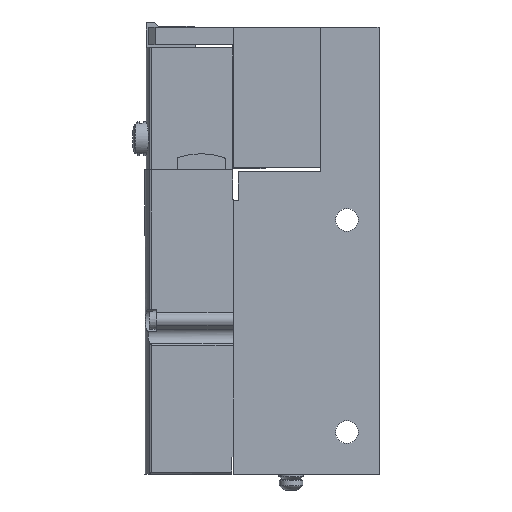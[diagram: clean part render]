
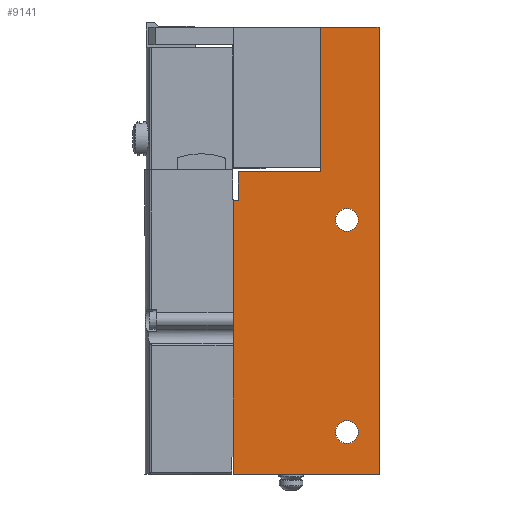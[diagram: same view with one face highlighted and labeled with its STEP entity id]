
A CAD part, left-side view. The second image highlights one B-rep face of the part: STEP entity #9141.
In plain terms, the highlighted planar face has unit normal (-1, 0, 0).
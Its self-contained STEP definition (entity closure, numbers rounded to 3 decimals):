
#365=LINE('',#13667,#1204);
#368=LINE('',#13673,#1207);
#371=LINE('',#13683,#1210);
#376=LINE('',#13695,#1215);
#378=LINE('',#13705,#1217);
#383=LINE('',#13715,#1222);
#387=LINE('',#13723,#1226);
#390=LINE('',#13731,#1229);
#1204=VECTOR('',#10835,1000.);
#1207=VECTOR('',#10840,1000.);
#1210=VECTOR('',#10849,1000.);
#1215=VECTOR('',#10858,1000.);
#1217=VECTOR('',#10868,1000.);
#1222=VECTOR('',#10875,1000.);
#1226=VECTOR('',#10881,1000.);
#1229=VECTOR('',#10888,1000.);
#2089=ORIENTED_EDGE('',*,*,#4641,.T.);
#2090=ORIENTED_EDGE('',*,*,#4642,.T.);
#2091=ORIENTED_EDGE('',*,*,#4606,.F.);
#2092=ORIENTED_EDGE('',*,*,#4638,.F.);
#2093=ORIENTED_EDGE('',*,*,#4634,.F.);
#2094=ORIENTED_EDGE('',*,*,#4630,.F.);
#2095=ORIENTED_EDGE('',*,*,#4625,.F.);
#2096=ORIENTED_EDGE('',*,*,#4620,.F.);
#2097=ORIENTED_EDGE('',*,*,#4614,.F.);
#2098=ORIENTED_EDGE('',*,*,#4609,.F.);
#4606=EDGE_CURVE('',#5886,#5887,#365,.T.);
#4609=EDGE_CURVE('',#5887,#5889,#368,.T.);
#4614=EDGE_CURVE('',#5889,#5893,#371,.T.);
#4620=EDGE_CURVE('',#5893,#5898,#376,.T.);
#4625=EDGE_CURVE('',#5898,#5902,#378,.T.);
#4630=EDGE_CURVE('',#5902,#5906,#383,.T.);
#4634=EDGE_CURVE('',#5906,#5909,#387,.T.);
#4638=EDGE_CURVE('',#5909,#5886,#390,.T.);
#4641=EDGE_CURVE('',#5913,#5913,#6794,.T.);
#4642=EDGE_CURVE('',#5914,#5914,#6795,.T.);
#5886=VERTEX_POINT('',#13666);
#5887=VERTEX_POINT('',#13668);
#5889=VERTEX_POINT('',#13674);
#5893=VERTEX_POINT('',#13684);
#5898=VERTEX_POINT('',#13696);
#5902=VERTEX_POINT('',#13706);
#5906=VERTEX_POINT('',#13716);
#5909=VERTEX_POINT('',#13724);
#5913=VERTEX_POINT('',#13737);
#5914=VERTEX_POINT('',#13739);
#6794=CIRCLE('',#9847,2.75);
#6795=CIRCLE('',#9848,2.75);
#7188=EDGE_LOOP('',(#2089));
#7189=EDGE_LOOP('',(#2090));
#7190=EDGE_LOOP('',(#2091,#2092,#2093,#2094,#2095,#2096,#2097,#2098));
#7980=FACE_BOUND('',#7188,.T.);
#7981=FACE_BOUND('',#7189,.T.);
#7982=FACE_BOUND('',#7190,.T.);
#8773=PLANE('',#9846);
#9141=ADVANCED_FACE('',(#7980,#7981,#7982),#8773,.F.);
#9846=AXIS2_PLACEMENT_3D('',#13735,#10891,#10892);
#9847=AXIS2_PLACEMENT_3D('',#13736,#10893,#10894);
#9848=AXIS2_PLACEMENT_3D('',#13738,#10895,#10896);
#10835=DIRECTION('',(0.,0.,1.));
#10840=DIRECTION('',(0.,-1.,0.));
#10849=DIRECTION('',(0.,0.,-1.));
#10858=DIRECTION('',(0.,1.,0.));
#10868=DIRECTION('',(0.,0.,1.));
#10875=DIRECTION('',(0.,-1.,0.));
#10881=DIRECTION('',(0.,0.,1.));
#10888=DIRECTION('',(0.,-1.,0.));
#10891=DIRECTION('',(1.,0.,0.));
#10892=DIRECTION('',(0.,0.,-1.));
#10893=DIRECTION('',(1.,0.,0.));
#10894=DIRECTION('',(0.,0.,-1.));
#10895=DIRECTION('',(1.,0.,0.));
#10896=DIRECTION('',(0.,0.,-1.));
#13666=CARTESIAN_POINT('',(-24.4,14.05,36.7));
#13667=CARTESIAN_POINT('',(-24.4,14.05,36.7));
#13668=CARTESIAN_POINT('',(-24.4,14.05,71.4));
#13673=CARTESIAN_POINT('',(-24.4,14.05,71.4));
#13674=CARTESIAN_POINT('',(-24.4,0.,71.4));
#13683=CARTESIAN_POINT('',(-24.4,0.,71.4));
#13684=CARTESIAN_POINT('',(-24.4,0.,-35.9));
#13695=CARTESIAN_POINT('',(-24.4,0.,-35.9));
#13696=CARTESIAN_POINT('',(-24.4,35.,-35.9));
#13705=CARTESIAN_POINT('',(-24.4,35.,-35.9));
#13706=CARTESIAN_POINT('',(-24.4,35.,29.75));
#13715=CARTESIAN_POINT('',(-24.4,35.,29.75));
#13716=CARTESIAN_POINT('',(-24.4,33.75,29.75));
#13723=CARTESIAN_POINT('',(-24.4,33.75,29.75));
#13724=CARTESIAN_POINT('',(-24.4,33.75,36.7));
#13731=CARTESIAN_POINT('',(-24.4,33.75,36.7));
#13735=CARTESIAN_POINT('',(-24.4,0.,0.));
#13736=CARTESIAN_POINT('',(-24.4,7.7,25.1));
#13737=CARTESIAN_POINT('',(-24.4,7.7,22.35));
#13738=CARTESIAN_POINT('',(-24.4,7.7,-25.8));
#13739=CARTESIAN_POINT('',(-24.4,7.7,-28.55));
